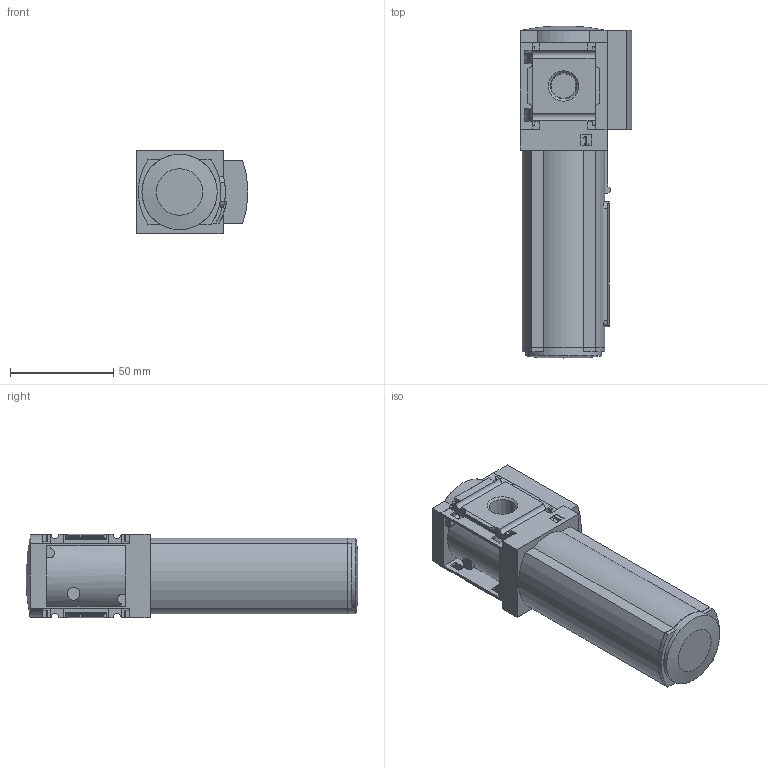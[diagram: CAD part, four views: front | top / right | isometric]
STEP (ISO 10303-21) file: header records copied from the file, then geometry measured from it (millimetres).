
FILE_DESCRIPTION(/* description */ ('STEP AP214'),/* implementation_level */ '2;1');
FILE_NAME(/* name */ '535786_MS4N-LFX-1_4-U',/* time_stamp */ '2024-09-09T21:52:55+02:00',/* author */ ('License CC BY-ND 4.0'),/* organization */ ('CADENAS'),/* preprocessor_version */ 'ST-DEVELOPER v19.3',/* originating_system */ 'PARTsolutions',/* authorisation */ ' ');
FILE_SCHEMA (('AUTOMOTIVE_DESIGN {1 0 10303 214 3 1 1}'));
Length unit declared in the file: millimetre
Products named in the file (2): 535786 MS4N-LFX-1/4-U; 527700 MS4N-LFX-1/4-U-0D
Assembly tree (1 placements, depth 2):
  535786 MS4N-LFX-1/4-U
    527700 MS4N-LFX-1/4-U-0D
Bounding box: 54 x 160.4 x 40.2 mm (x, y, z)
Volume: 224485.1 mm3; surface area: 30506.1 mm2
Topology: 1 solids, 1 shells, 286 faces, 776 edges, 503 vertices
Faces by surface type: plane 204, cylinder 60, cone 19, torus 3
Full cylindrical faces by diameter (mm): 6.1 x1, 6.2 x2, 36.4 x1
Entity records: 10984 total; most frequent: CARTESIAN_POINT 1706, ORIENTED_EDGE 1528, DIRECTION 1455, EDGE_CURVE 764, LINE 583, VECTOR 583, VERTEX_POINT 501, AXIS2_PLACEMENT_3D 436
